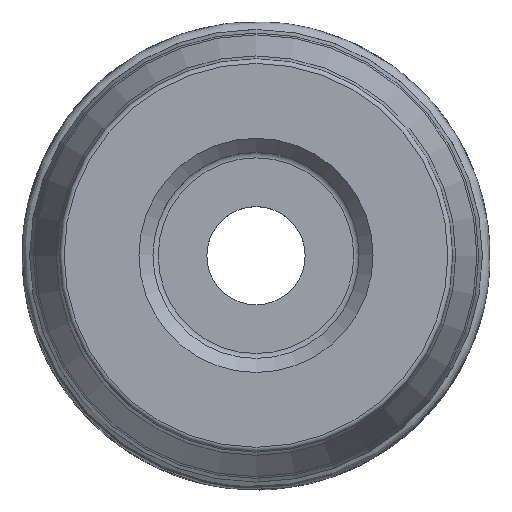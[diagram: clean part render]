
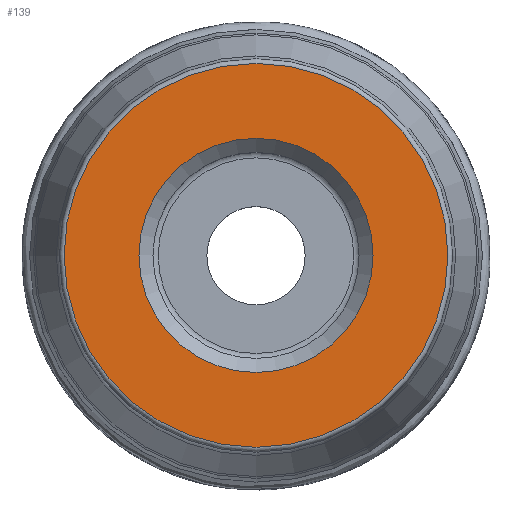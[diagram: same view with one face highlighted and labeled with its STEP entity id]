
A CAD part, top view. The second image highlights one B-rep face of the part: STEP entity #139.
In plain terms, the highlighted planar face has unit normal (0, 0, 1).
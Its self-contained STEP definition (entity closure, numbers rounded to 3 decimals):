
#118=PLANE('',#578);
#139=ADVANCED_FACE('CU_BACK_F001',(#198,#199),#118,.F.);
#198=FACE_BOUND('',#261,.T.);
#199=FACE_BOUND('',#262,.T.);
#261=EDGE_LOOP('',(#323));
#262=EDGE_LOOP('',(#324));
#323=ORIENTED_EDGE('',*,*,#401,.T.);
#324=ORIENTED_EDGE('',*,*,#402,.F.);
#369=VERTEX_POINT('',#827);
#370=VERTEX_POINT('',#829);
#401=EDGE_CURVE('',#369,#369,#432,.T.);
#402=EDGE_CURVE('',#370,#370,#433,.T.);
#432=CIRCLE('',#576,20.5);
#433=CIRCLE('',#577,12.505);
#576=AXIS2_PLACEMENT_3D('',#826,#696,#697);
#577=AXIS2_PLACEMENT_3D('',#828,#698,#699);
#578=AXIS2_PLACEMENT_3D('',#830,#700,#701);
#696=DIRECTION('',(0.,0.,1.));
#697=DIRECTION('',(-1.,0.,0.));
#698=DIRECTION('',(0.,0.,1.));
#699=DIRECTION('',(1.,0.,0.));
#700=DIRECTION('',(0.,0.,-1.));
#701=DIRECTION('',(-1.,0.,0.));
#826=CARTESIAN_POINT('',(0.,0.,0.));
#827=CARTESIAN_POINT('',(-20.5,0.,0.));
#828=CARTESIAN_POINT('',(0.,0.,0.));
#829=CARTESIAN_POINT('',(12.505,0.,0.));
#830=CARTESIAN_POINT('',(-21.,0.,0.));
